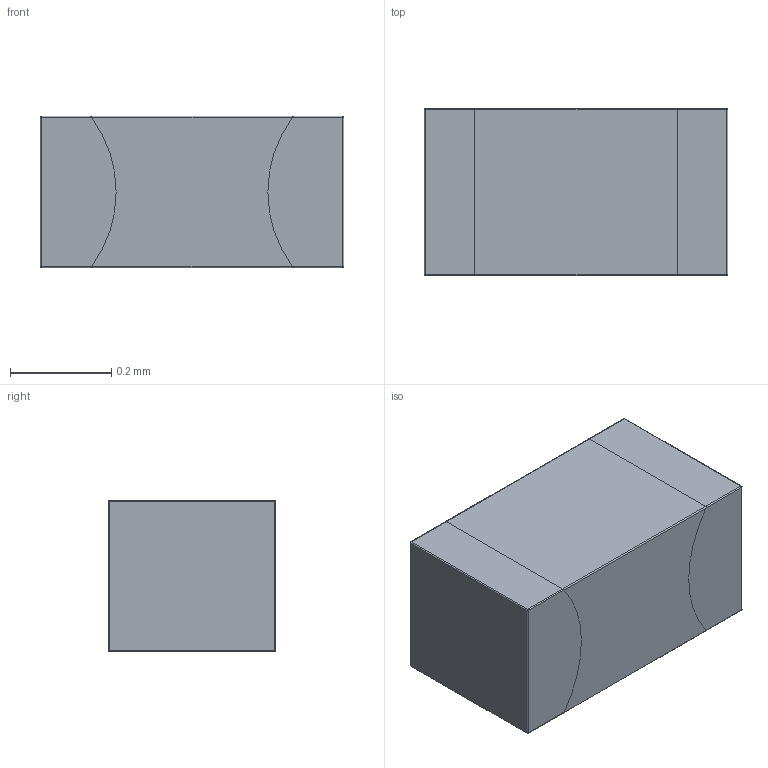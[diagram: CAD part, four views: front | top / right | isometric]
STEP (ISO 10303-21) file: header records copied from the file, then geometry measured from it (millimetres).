
FILE_DESCRIPTION (( 'STEP AP214' ), '1' );
FILE_NAME ('C0201.STEP', '2024-06-08T04:19:13', ( '' ), ( '' ), 'SwSTEP 2.0', 'SolidWorks 2022', '' );
FILE_SCHEMA (( 'AUTOMOTIVE_DESIGN' ));
Length unit declared in the file: millimetre
Products named in the file (1): C0201
Bounding box: 0.6 x 0.33 x 0.3 mm (x, y, z)
Volume: 0.1 mm3; surface area: 1.4 mm2
Topology: 3 solids, 3 shells, 91 faces, 221 edges, 134 vertices
Faces by surface type: plane 33, bspline 26, cylinder 24, sphere 8
Entity records: 4979 total; most frequent: CARTESIAN_POINT 2505, ORIENTED_EDGE 426, DIRECTION 309, EDGE_CURVE 213, VERTEX_POINT 134, VECTOR 113, LINE 113, AXIS2_PLACEMENT_3D 98
